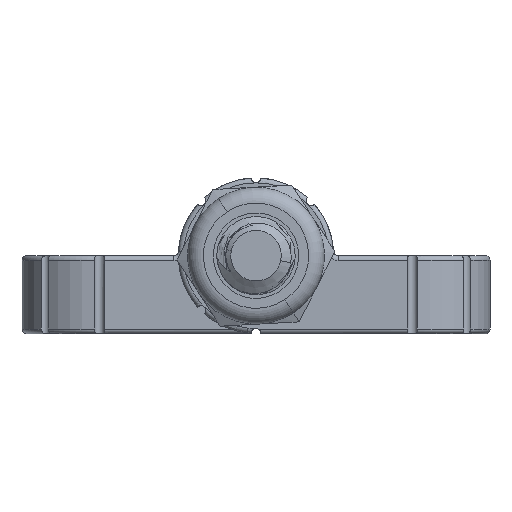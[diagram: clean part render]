
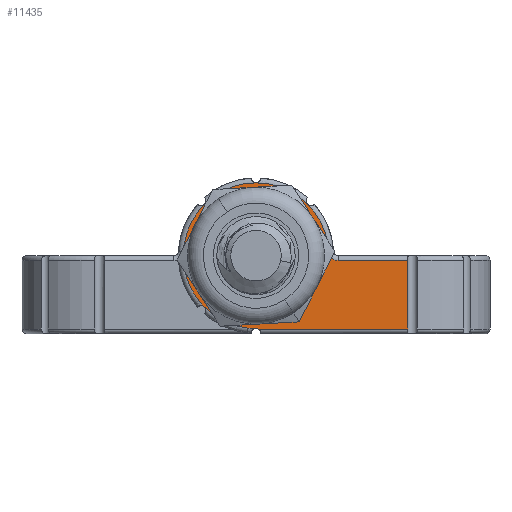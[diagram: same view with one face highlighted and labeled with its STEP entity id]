
A CAD part, front view. The second image highlights one B-rep face of the part: STEP entity #11435.
In plain terms, the highlighted planar face has unit normal (0, -1, 0).
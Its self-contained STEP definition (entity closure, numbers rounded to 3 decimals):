
#36 = CARTESIAN_POINT ( 'NONE',  ( -8., -3.975, 4. ) ) ;
#92 = LINE ( 'NONE', #12380, #3175 ) ;
#430 = EDGE_CURVE ( 'NONE', #7778, #5074, #92, .T. ) ;
#530 = CARTESIAN_POINT ( 'NONE',  ( 0., -3.975, 0. ) ) ;
#667 = VECTOR ( 'NONE', #4368, 1000. ) ;
#673 = CARTESIAN_POINT ( 'NONE',  ( -3.782, -3.975, 4.25 ) ) ;
#985 = ORIENTED_EDGE ( 'NONE', *, *, #12490, .T. ) ;
#1152 = CIRCLE ( 'NONE', #11970, 3.725 ) ;
#1259 = CARTESIAN_POINT ( 'NONE',  ( -8., -3.975, 4. ) ) ;
#1268 = CARTESIAN_POINT ( 'NONE',  ( -0.25, -3.975, 0.25 ) ) ;
#1471 = EDGE_CURVE ( 'NONE', #5074, #6019, #15724, .T. ) ;
#1502 = ORIENTED_EDGE ( 'NONE', *, *, #7192, .F. ) ;
#1510 = VECTOR ( 'NONE', #14184, 1000. ) ;
#1691 = ORIENTED_EDGE ( 'NONE', *, *, #13976, .F. ) ;
#1716 = AXIS2_PLACEMENT_3D ( 'NONE', #36, #2853, #4306 ) ;
#1781 = CARTESIAN_POINT ( 'NONE',  ( -0.25, -3.975, 0. ) ) ;
#1996 = LINE ( 'NONE', #16996, #667 ) ;
#2283 = CIRCLE ( 'NONE', #11365, 0.5 ) ;
#2420 = CARTESIAN_POINT ( 'NONE',  ( -4.282, -3.975, 4.22 ) ) ;
#2764 = CARTESIAN_POINT ( 'NONE',  ( -8., -3.975, 4. ) ) ;
#2853 = DIRECTION ( 'NONE',  ( 0., -1., 0. ) ) ;
#3175 = VECTOR ( 'NONE', #9741, 1000. ) ;
#3495 = CARTESIAN_POINT ( 'NONE',  ( -7.891, -3.975, 0.25 ) ) ;
#3497 = VERTEX_POINT ( 'NONE', #12087 ) ;
#3700 = EDGE_CURVE ( 'NONE', #6159, #5315, #12740, .T. ) ;
#3765 = VERTEX_POINT ( 'NONE', #4755 ) ;
#3775 = CARTESIAN_POINT ( 'NONE',  ( -8., -3.975, 0.025 ) ) ;
#3996 = DIRECTION ( 'NONE',  ( 0., 1., 0. ) ) ;
#4138 = DIRECTION ( 'NONE',  ( 0., 1., 0. ) ) ;
#4160 = AXIS2_PLACEMENT_3D ( 'NONE', #1259, #4138, #13897 ) ;
#4163 = DIRECTION ( 'NONE',  ( 0., 0., 1. ) ) ;
#4306 = DIRECTION ( 'NONE',  ( 0., 0., 1. ) ) ;
#4368 = DIRECTION ( 'NONE',  ( -1., 0., 0. ) ) ;
#4489 = VERTEX_POINT ( 'NONE', #2420 ) ;
#4582 = EDGE_CURVE ( 'NONE', #4489, #7501, #12293, .T. ) ;
#4755 = CARTESIAN_POINT ( 'NONE',  ( -8., -3.975, 6.15 ) ) ;
#4910 = ORIENTED_EDGE ( 'NONE', *, *, #430, .T. ) ;
#5074 = VERTEX_POINT ( 'NONE', #1268 ) ;
#5315 = VERTEX_POINT ( 'NONE', #14250 ) ;
#5480 = VECTOR ( 'NONE', #15600, 1000. ) ;
#5581 = DIRECTION ( 'NONE',  ( 0., 0., 1. ) ) ;
#6019 = VERTEX_POINT ( 'NONE', #10495 ) ;
#6088 = DIRECTION ( 'NONE',  ( 0., 0., 1. ) ) ;
#6159 = VERTEX_POINT ( 'NONE', #10742 ) ;
#7184 = FACE_BOUND ( 'NONE', #13157, .T. ) ;
#7192 = EDGE_CURVE ( 'NONE', #4489, #10615, #2283, .T. ) ;
#7311 = CIRCLE ( 'NONE', #10406, 2.15 ) ;
#7501 = VERTEX_POINT ( 'NONE', #16811 ) ;
#7582 = DIRECTION ( 'NONE',  ( 0., -1., 0. ) ) ;
#7626 = VERTEX_POINT ( 'NONE', #11559 ) ;
#7778 = VERTEX_POINT ( 'NONE', #3495 ) ;
#8026 = EDGE_CURVE ( 'NONE', #3497, #17175, #16704, .T. ) ;
#8106 = CARTESIAN_POINT ( 'NONE',  ( -3.782, -3.975, 3.75 ) ) ;
#8147 = DIRECTION ( 'NONE',  ( 0., 0., 1. ) ) ;
#8609 = ORIENTED_EDGE ( 'NONE', *, *, #1471, .T. ) ;
#8759 = DIRECTION ( 'NONE',  ( 0., -1., 0. ) ) ;
#8793 = PLANE ( 'NONE',  #12334 ) ;
#9154 = CARTESIAN_POINT ( 'NONE',  ( -8., -3.975, 7.725 ) ) ;
#9583 = EDGE_CURVE ( 'NONE', #17714, #6159, #16845, .T. ) ;
#9728 = ORIENTED_EDGE ( 'NONE', *, *, #9857, .T. ) ;
#9741 = DIRECTION ( 'NONE',  ( 1., 0., 0. ) ) ;
#9745 = CIRCLE ( 'NONE', #16711, 0.25 ) ;
#9857 = EDGE_CURVE ( 'NONE', #7501, #17714, #1152, .T. ) ;
#10060 = DIRECTION ( 'NONE',  ( 0., 0., 1. ) ) ;
#10281 = CARTESIAN_POINT ( 'NONE',  ( -0.072, -3.975, -0.639 ) ) ;
#10406 = AXIS2_PLACEMENT_3D ( 'NONE', #10767, #3996, #8147 ) ;
#10495 = CARTESIAN_POINT ( 'NONE',  ( -0.25, -3.975, 3.75 ) ) ;
#10615 = VERTEX_POINT ( 'NONE', #8106 ) ;
#10629 = CARTESIAN_POINT ( 'NONE',  ( -8.083, -3.975, 0.261 ) ) ;
#10731 = AXIS2_PLACEMENT_3D ( 'NONE', #11550, #15759, #10060 ) ;
#10734 = DIRECTION ( 'NONE',  ( 0., 0., 1. ) ) ;
#10742 = CARTESIAN_POINT ( 'NONE',  ( -10.634, -3.975, 6.634 ) ) ;
#10767 = CARTESIAN_POINT ( 'NONE',  ( -8., -3.975, 4. ) ) ;
#11073 = DIRECTION ( 'NONE',  ( 0., -1., 0. ) ) ;
#11187 = AXIS2_PLACEMENT_3D ( 'NONE', #15681, #8759, #11474 ) ;
#11365 = AXIS2_PLACEMENT_3D ( 'NONE', #673, #15918, #6088 ) ;
#11409 = EDGE_CURVE ( 'NONE', #6019, #10615, #1996, .T. ) ;
#11435 = ADVANCED_FACE ( 'NONE', ( #7184, #13527 ), #8793, .F. ) ;
#11474 = DIRECTION ( 'NONE',  ( 0., 0., 1. ) ) ;
#11550 = CARTESIAN_POINT ( 'NONE',  ( -8., -3.975, 4. ) ) ;
#11559 = CARTESIAN_POINT ( 'NONE',  ( -8., -3.975, 1.85 ) ) ;
#11970 = AXIS2_PLACEMENT_3D ( 'NONE', #17295, #7582, #13208 ) ;
#12087 = CARTESIAN_POINT ( 'NONE',  ( -10.634, -3.975, 1.366 ) ) ;
#12293 = CIRCLE ( 'NONE', #17130, 3.725 ) ;
#12334 = AXIS2_PLACEMENT_3D ( 'NONE', #530, #15841, #13035 ) ;
#12358 = ORIENTED_EDGE ( 'NONE', *, *, #11409, .T. ) ;
#12380 = CARTESIAN_POINT ( 'NONE',  ( 0., -3.975, 0.25 ) ) ;
#12490 = EDGE_CURVE ( 'NONE', #7626, #3765, #18071, .T. ) ;
#12560 = EDGE_LOOP ( 'NONE', ( #4910, #8609, #12358, #1502, #17067, #9728, #14309, #17981, #17663, #14694, #15626, #1691 ) ) ;
#12740 = CIRCLE ( 'NONE', #11187, 3.725 ) ;
#13035 = DIRECTION ( 'NONE',  ( 0., 0., 1. ) ) ;
#13157 = EDGE_LOOP ( 'NONE', ( #13298, #985 ) ) ;
#13208 = DIRECTION ( 'NONE',  ( 0., 0., 1. ) ) ;
#13298 = ORIENTED_EDGE ( 'NONE', *, *, #17261, .T. ) ;
#13527 = FACE_OUTER_BOUND ( 'NONE', #12560, .T. ) ;
#13667 = EDGE_CURVE ( 'NONE', #5315, #3497, #14337, .T. ) ;
#13897 = DIRECTION ( 'NONE',  ( 0., 0., 1. ) ) ;
#13906 = DIRECTION ( 'NONE',  ( 0., -1., 0. ) ) ;
#13976 = EDGE_CURVE ( 'NONE', #7778, #17767, #9745, .T. ) ;
#14184 = DIRECTION ( 'NONE',  ( 0.994, 0., -0.112 ) ) ;
#14250 = CARTESIAN_POINT ( 'NONE',  ( -11.725, -3.975, 4. ) ) ;
#14294 = EDGE_CURVE ( 'NONE', #17175, #17767, #14550, .T. ) ;
#14309 = ORIENTED_EDGE ( 'NONE', *, *, #9583, .T. ) ;
#14337 = CIRCLE ( 'NONE', #10731, 3.725 ) ;
#14550 = LINE ( 'NONE', #10281, #1510 ) ;
#14663 = CARTESIAN_POINT ( 'NONE',  ( -8.416, -3.975, 0.298 ) ) ;
#14694 = ORIENTED_EDGE ( 'NONE', *, *, #8026, .T. ) ;
#15145 = CARTESIAN_POINT ( 'NONE',  ( -8., -3.975, 4. ) ) ;
#15600 = DIRECTION ( 'NONE',  ( 0., 0., 1. ) ) ;
#15626 = ORIENTED_EDGE ( 'NONE', *, *, #14294, .T. ) ;
#15681 = CARTESIAN_POINT ( 'NONE',  ( -8., -3.975, 4. ) ) ;
#15724 = LINE ( 'NONE', #1781, #5480 ) ;
#15759 = DIRECTION ( 'NONE',  ( 0., -1., 0. ) ) ;
#15841 = DIRECTION ( 'NONE',  ( 0., 1., 0. ) ) ;
#15918 = DIRECTION ( 'NONE',  ( 0., -1., 0. ) ) ;
#16246 = DIRECTION ( 'NONE',  ( 0., -1., 0. ) ) ;
#16704 = CIRCLE ( 'NONE', #17789, 3.725 ) ;
#16711 = AXIS2_PLACEMENT_3D ( 'NONE', #3775, #16246, #10734 ) ;
#16811 = CARTESIAN_POINT ( 'NONE',  ( -5.366, -3.975, 6.634 ) ) ;
#16845 = CIRCLE ( 'NONE', #1716, 3.725 ) ;
#16996 = CARTESIAN_POINT ( 'NONE',  ( -4.025, -3.975, 3.75 ) ) ;
#17067 = ORIENTED_EDGE ( 'NONE', *, *, #4582, .T. ) ;
#17130 = AXIS2_PLACEMENT_3D ( 'NONE', #15145, #11073, #4163 ) ;
#17175 = VERTEX_POINT ( 'NONE', #14663 ) ;
#17261 = EDGE_CURVE ( 'NONE', #3765, #7626, #7311, .T. ) ;
#17295 = CARTESIAN_POINT ( 'NONE',  ( -8., -3.975, 4. ) ) ;
#17663 = ORIENTED_EDGE ( 'NONE', *, *, #13667, .T. ) ;
#17714 = VERTEX_POINT ( 'NONE', #9154 ) ;
#17767 = VERTEX_POINT ( 'NONE', #10629 ) ;
#17789 = AXIS2_PLACEMENT_3D ( 'NONE', #2764, #13906, #5581 ) ;
#17981 = ORIENTED_EDGE ( 'NONE', *, *, #3700, .T. ) ;
#18071 = CIRCLE ( 'NONE', #4160, 2.15 ) ;
